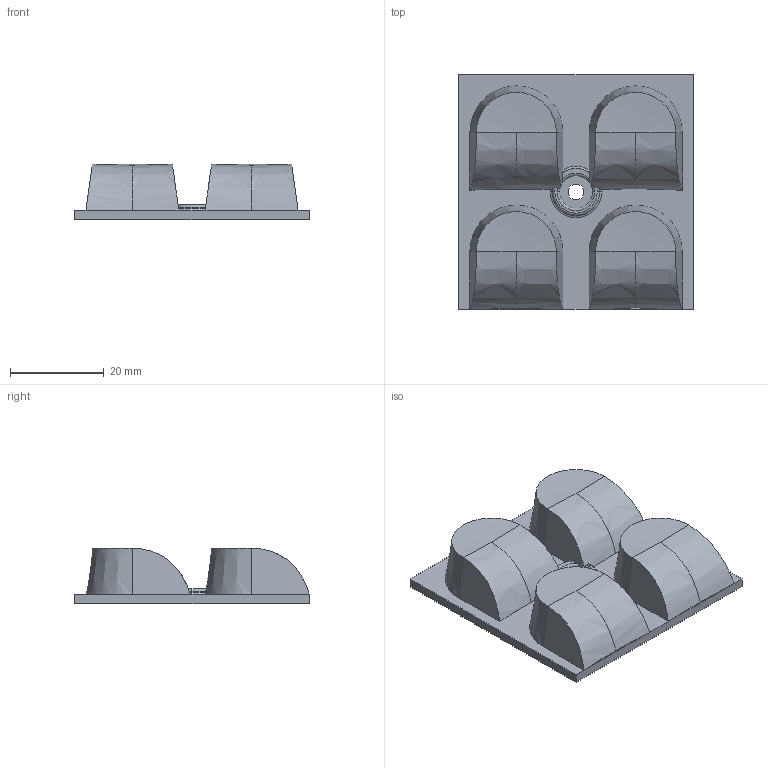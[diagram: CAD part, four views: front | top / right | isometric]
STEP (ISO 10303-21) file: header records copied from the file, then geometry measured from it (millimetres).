
FILE_DESCRIPTION (( 'STEP AP203' ), '1' );
FILE_NAME ('XPG3-4H1-PMMA-20230905.STEP', '2023-09-11T07:45:56', ( '' ), ( '' ), 'SwSTEP 2.0', 'SolidWorks 2021', '' );
FILE_SCHEMA (( 'CONFIG_CONTROL_DESIGN' ));
Length unit declared in the file: millimetre
Products named in the file (1): XPG3-4H1-PMMA-20230905
Bounding box: 50 x 50 x 11.83 mm (x, y, z)
Volume: 13289.2 mm3; surface area: 9880.8 mm2
Topology: 1 solids, 1 shells, 132 faces, 353 edges, 220 vertices
Faces by surface type: plane 49, bspline 44, cylinder 16, cone 12, torus 11
Entity records: 6999 total; most frequent: CARTESIAN_POINT 4052, ORIENTED_EDGE 690, DIRECTION 454, EDGE_CURVE 345, VERTEX_POINT 220, AXIS2_PLACEMENT_3D 168, B_SPLINE_CURVE_WITH_KNOTS 144, EDGE_LOOP 139
